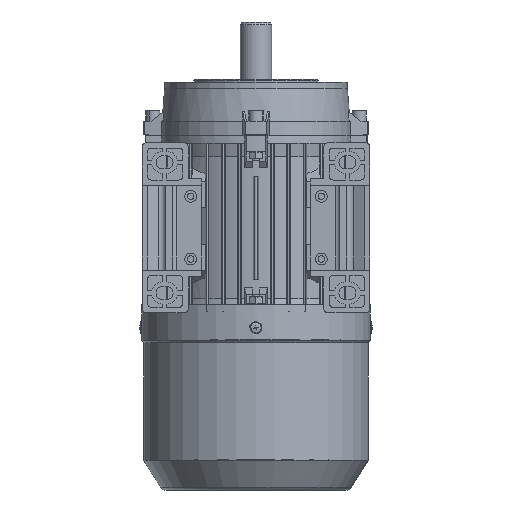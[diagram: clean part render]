
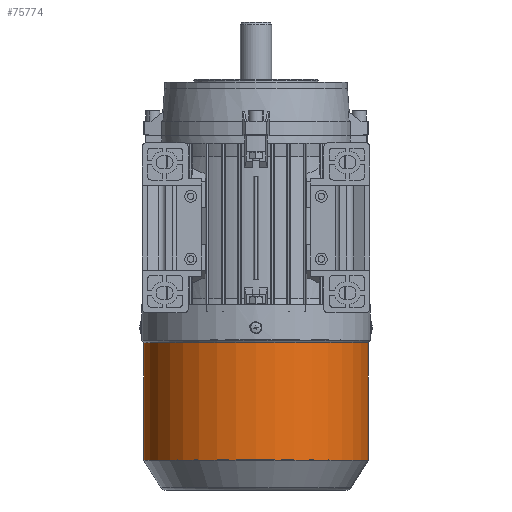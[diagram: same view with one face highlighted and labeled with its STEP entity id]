
A CAD part, front view. The second image highlights one B-rep face of the part: STEP entity #75774.
In plain terms, the highlighted cylindrical face has radius 86 mm (diameter 172 mm), a partial arc.
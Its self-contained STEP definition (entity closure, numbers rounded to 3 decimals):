
#52311 = DIRECTION ( 'NONE',  ( 1., 0., 0. ) ) ;
#52313 = AXIS2_PLACEMENT_3D ( 'NONE', #52320, #52311, #52433 ) ;
#52314 = CYLINDRICAL_SURFACE ( 'NONE', #52313, 86. ) ;
#52320 = CARTESIAN_POINT ( 'NONE',  ( 0., 0., 0. ) ) ;
#52323 = FACE_OUTER_BOUND ( 'NONE', #75775, .T. ) ;
#52400 = CARTESIAN_POINT ( 'NONE',  ( -19.712, 0., 86. ) ) ;
#52412 = DIRECTION ( 'NONE',  ( 1., 0., 0. ) ) ;
#52414 = VECTOR ( 'NONE', #52412, 1000. ) ;
#52416 = CARTESIAN_POINT ( 'NONE',  ( 0., 0., 86. ) ) ;
#52418 = LINE ( 'NONE', #52416, #52414 ) ;
#52433 = DIRECTION ( 'NONE',  ( 0., 0., -1. ) ) ;
#52582 = CARTESIAN_POINT ( 'NONE',  ( -109.667, 0., 86. ) ) ;
#52583 = CARTESIAN_POINT ( 'NONE',  ( -109.667, 0., -86. ) ) ;
#52584 = DIRECTION ( 'NONE',  ( 0., 0., -1. ) ) ;
#52586 = DIRECTION ( 'NONE',  ( 1., 0., 0. ) ) ;
#52587 = CARTESIAN_POINT ( 'NONE',  ( -109.667, 0., 0. ) ) ;
#52588 = AXIS2_PLACEMENT_3D ( 'NONE', #52587, #52586, #52584 ) ;
#52589 = CIRCLE ( 'NONE', #52588, 86. ) ;
#53231 = DIRECTION ( 'NONE',  ( 1., 0., 0. ) ) ;
#53232 = VECTOR ( 'NONE', #53231, 1000. ) ;
#53233 = CARTESIAN_POINT ( 'NONE',  ( 0., 0., -86. ) ) ;
#53235 = LINE ( 'NONE', #53233, #53232 ) ;
#53239 = CARTESIAN_POINT ( 'NONE',  ( -19.712, 0., -86. ) ) ;
#53240 = DIRECTION ( 'NONE',  ( 0., 0., -1. ) ) ;
#53242 = DIRECTION ( 'NONE',  ( 1., 0., 0. ) ) ;
#53244 = CARTESIAN_POINT ( 'NONE',  ( -19.712, 0., 0. ) ) ;
#53246 = AXIS2_PLACEMENT_3D ( 'NONE', #53244, #53242, #53240 ) ;
#53248 = CIRCLE ( 'NONE', #53246, 86. ) ;
#75774 = ADVANCED_FACE ( 'NONE', ( #52323 ), #52314, .T. ) ;
#75775 = EDGE_LOOP ( 'NONE', ( #75777, #75779, #75925, #75928 ) ) ;
#75777 = ORIENTED_EDGE ( 'NONE', *, *, #75819, .T. ) ;
#75779 = ORIENTED_EDGE ( 'NONE', *, *, #75780, .T. ) ;
#75780 = EDGE_CURVE ( 'NONE', #75821, #75782, #52418, .T. ) ;
#75782 = VERTEX_POINT ( 'NONE', #52400 ) ;
#75819 = EDGE_CURVE ( 'NONE', #75820, #75821, #52589, .T. ) ;
#75820 = VERTEX_POINT ( 'NONE', #52583 ) ;
#75821 = VERTEX_POINT ( 'NONE', #52582 ) ;
#75925 = ORIENTED_EDGE ( 'NONE', *, *, #75926, .F. ) ;
#75926 = EDGE_CURVE ( 'NONE', #75927, #75782, #53248, .T. ) ;
#75927 = VERTEX_POINT ( 'NONE', #53239 ) ;
#75928 = ORIENTED_EDGE ( 'NONE', *, *, #75929, .F. ) ;
#75929 = EDGE_CURVE ( 'NONE', #75820, #75927, #53235, .T. ) ;
